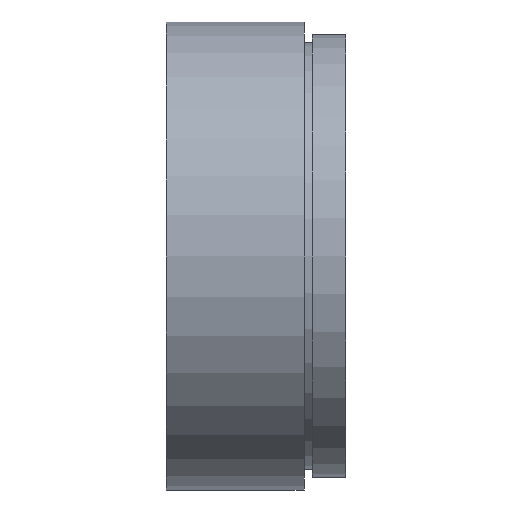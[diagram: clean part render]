
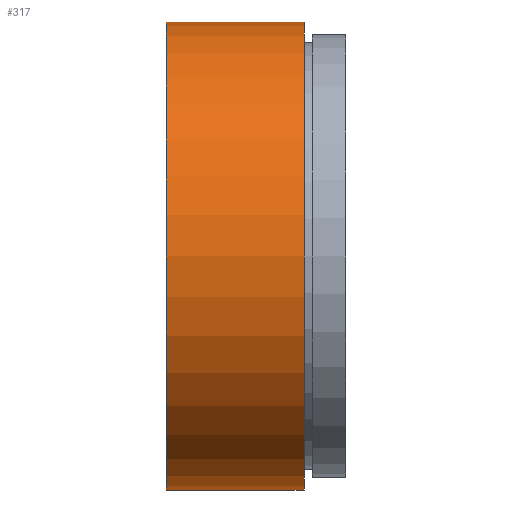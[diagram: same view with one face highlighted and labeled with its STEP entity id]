
A CAD part, left-side view. The second image highlights one B-rep face of the part: STEP entity #317.
In plain terms, the highlighted cylindrical face has radius 28 mm (diameter 56 mm), a partial arc.
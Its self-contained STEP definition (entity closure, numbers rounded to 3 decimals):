
#3 = CARTESIAN_POINT ( 'NONE',  ( 0., 5., -28. ) ) ;
#6 = AXIS2_PLACEMENT_3D ( 'NONE', #310, #157, #475 ) ;
#19 = DIRECTION ( 'NONE',  ( 0., -1., 0. ) ) ;
#62 = EDGE_CURVE ( 'NONE', #177, #564, #65, .T. ) ;
#65 = CIRCLE ( 'NONE', #642, 28. ) ;
#87 = EDGE_LOOP ( 'NONE', ( #138, #266, #108, #374 ) ) ;
#104 = CARTESIAN_POINT ( 'NONE',  ( 0., 21.5, -28. ) ) ;
#108 = ORIENTED_EDGE ( 'NONE', *, *, #401, .T. ) ;
#135 = AXIS2_PLACEMENT_3D ( 'NONE', #143, #19, #339 ) ;
#138 = ORIENTED_EDGE ( 'NONE', *, *, #510, .F. ) ;
#143 = CARTESIAN_POINT ( 'NONE',  ( 0., 21.5, 0. ) ) ;
#151 = CARTESIAN_POINT ( 'NONE',  ( 0., 0., -28. ) ) ;
#157 = DIRECTION ( 'NONE',  ( 0., -1., 0. ) ) ;
#166 = DIRECTION ( 'NONE',  ( 0., -1., 0. ) ) ;
#170 = DIRECTION ( 'NONE',  ( 0., -1., 0. ) ) ;
#177 = VERTEX_POINT ( 'NONE', #542 ) ;
#181 = VECTOR ( 'NONE', #170, 1000. ) ;
#225 = VERTEX_POINT ( 'NONE', #577 ) ;
#246 = LINE ( 'NONE', #274, #398 ) ;
#266 = ORIENTED_EDGE ( 'NONE', *, *, #499, .T. ) ;
#274 = CARTESIAN_POINT ( 'NONE',  ( 0., 0., 28. ) ) ;
#306 = DIRECTION ( 'NONE',  ( 0., 0., -1. ) ) ;
#309 = VERTEX_POINT ( 'NONE', #104 ) ;
#310 = CARTESIAN_POINT ( 'NONE',  ( 0., 0., 0. ) ) ;
#313 = CYLINDRICAL_SURFACE ( 'NONE', #6, 28. ) ;
#317 = ADVANCED_FACE ( 'NONE', ( #612 ), #313, .T. ) ;
#339 = DIRECTION ( 'NONE',  ( 0., 0., -1. ) ) ;
#374 = ORIENTED_EDGE ( 'NONE', *, *, #62, .F. ) ;
#398 = VECTOR ( 'NONE', #511, 1000. ) ;
#401 = EDGE_CURVE ( 'NONE', #309, #564, #523, .T. ) ;
#475 = DIRECTION ( 'NONE',  ( 0., 0., -1. ) ) ;
#479 = CARTESIAN_POINT ( 'NONE',  ( 0., 5., 0. ) ) ;
#499 = EDGE_CURVE ( 'NONE', #225, #309, #522, .T. ) ;
#510 = EDGE_CURVE ( 'NONE', #225, #177, #246, .T. ) ;
#511 = DIRECTION ( 'NONE',  ( 0., -1., 0. ) ) ;
#522 = CIRCLE ( 'NONE', #135, 28. ) ;
#523 = LINE ( 'NONE', #151, #181 ) ;
#542 = CARTESIAN_POINT ( 'NONE',  ( 0., 5., 28. ) ) ;
#564 = VERTEX_POINT ( 'NONE', #3 ) ;
#577 = CARTESIAN_POINT ( 'NONE',  ( 0., 21.5, 28. ) ) ;
#612 = FACE_OUTER_BOUND ( 'NONE', #87, .T. ) ;
#642 = AXIS2_PLACEMENT_3D ( 'NONE', #479, #166, #306 ) ;
